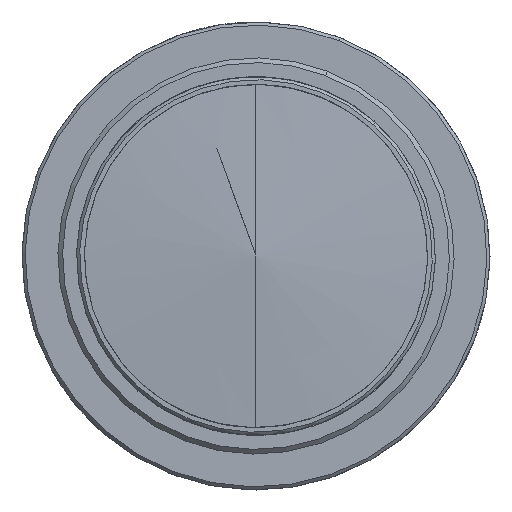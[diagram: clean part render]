
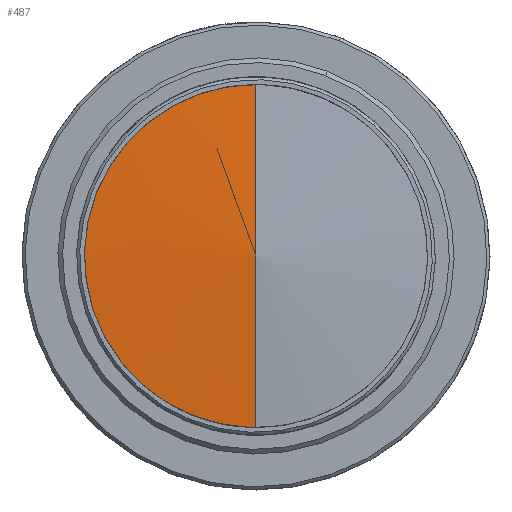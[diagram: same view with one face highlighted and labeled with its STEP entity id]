
A CAD part, left-side view. The second image highlights one B-rep face of the part: STEP entity #487.
In plain terms, the highlighted conical face has half-angle 86.054 degrees and reference radius 11.915 mm.
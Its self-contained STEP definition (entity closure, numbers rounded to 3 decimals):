
#29 = VECTOR ( 'NONE', #350, 1000. ) ;
#86 = LINE ( 'NONE', #102, #29 ) ;
#102 = CARTESIAN_POINT ( 'NONE',  ( -145.325, 0., 11.915 ) ) ;
#112 = CARTESIAN_POINT ( 'NONE',  ( -145.388, 7.356, -8.178 ) ) ;
#202 = CARTESIAN_POINT ( 'NONE',  ( -145.325, 0., 0. ) ) ;
#229 = VERTEX_POINT ( 'NONE', #853 ) ;
#264 = ORIENTED_EDGE ( 'NONE', *, *, #1242, .F. ) ;
#335 = DIRECTION ( 'NONE',  ( 1., 0., 0. ) ) ;
#350 = DIRECTION ( 'NONE',  ( 0.069, 0., 0.998 ) ) ;
#372 = DIRECTION ( 'NONE',  ( 0., 0., -1. ) ) ;
#387 = DIRECTION ( 'NONE',  ( 1., 0., 0. ) ) ;
#404 = EDGE_LOOP ( 'NONE', ( #497, #1009, #863, #264 ) ) ;
#414 = CONICAL_SURFACE ( 'NONE', #494, 11.915, 1.502 ) ;
#426 = DIRECTION ( 'NONE',  ( 0., 0., -1. ) ) ;
#487 = ADVANCED_FACE ( 'NONE', ( #835 ), #414, .T. ) ;
#491 = DIRECTION ( 'NONE',  ( 0.069, 0., -0.998 ) ) ;
#494 = AXIS2_PLACEMENT_3D ( 'NONE', #202, #335, #426 ) ;
#497 = ORIENTED_EDGE ( 'NONE', *, *, #672, .F. ) ;
#527 = CIRCLE ( 'NONE', #1113, 11. ) ;
#561 = DIRECTION ( 'NONE',  ( 0., 0., -1. ) ) ;
#619 = CARTESIAN_POINT ( 'NONE',  ( -145.388, 0., 0. ) ) ;
#672 = EDGE_CURVE ( 'NONE', #229, #1428, #1150, .T. ) ;
#692 = VECTOR ( 'NONE', #491, 1000. ) ;
#701 = EDGE_CURVE ( 'NONE', #229, #1122, #86, .T. ) ;
#770 = EDGE_CURVE ( 'NONE', #1086, #1122, #1293, .T. ) ;
#835 = FACE_OUTER_BOUND ( 'NONE', #404, .T. ) ;
#853 = CARTESIAN_POINT ( 'NONE',  ( -146.146, 0., 0. ) ) ;
#863 = ORIENTED_EDGE ( 'NONE', *, *, #770, .F. ) ;
#872 = CARTESIAN_POINT ( 'NONE',  ( -145.388, 0., -11. ) ) ;
#932 = DIRECTION ( 'NONE',  ( 1., 0., 0. ) ) ;
#1006 = AXIS2_PLACEMENT_3D ( 'NONE', #619, #387, #372 ) ;
#1009 = ORIENTED_EDGE ( 'NONE', *, *, #701, .T. ) ;
#1086 = VERTEX_POINT ( 'NONE', #112 ) ;
#1097 = CARTESIAN_POINT ( 'NONE',  ( -145.388, 0., 11. ) ) ;
#1113 = AXIS2_PLACEMENT_3D ( 'NONE', #1439, #932, #561 ) ;
#1122 = VERTEX_POINT ( 'NONE', #1097 ) ;
#1150 = LINE ( 'NONE', #1485, #692 ) ;
#1242 = EDGE_CURVE ( 'NONE', #1428, #1086, #527, .T. ) ;
#1293 = CIRCLE ( 'NONE', #1006, 11. ) ;
#1428 = VERTEX_POINT ( 'NONE', #872 ) ;
#1439 = CARTESIAN_POINT ( 'NONE',  ( -145.388, 0., 0. ) ) ;
#1485 = CARTESIAN_POINT ( 'NONE',  ( -145.325, 0., -11.915 ) ) ;
